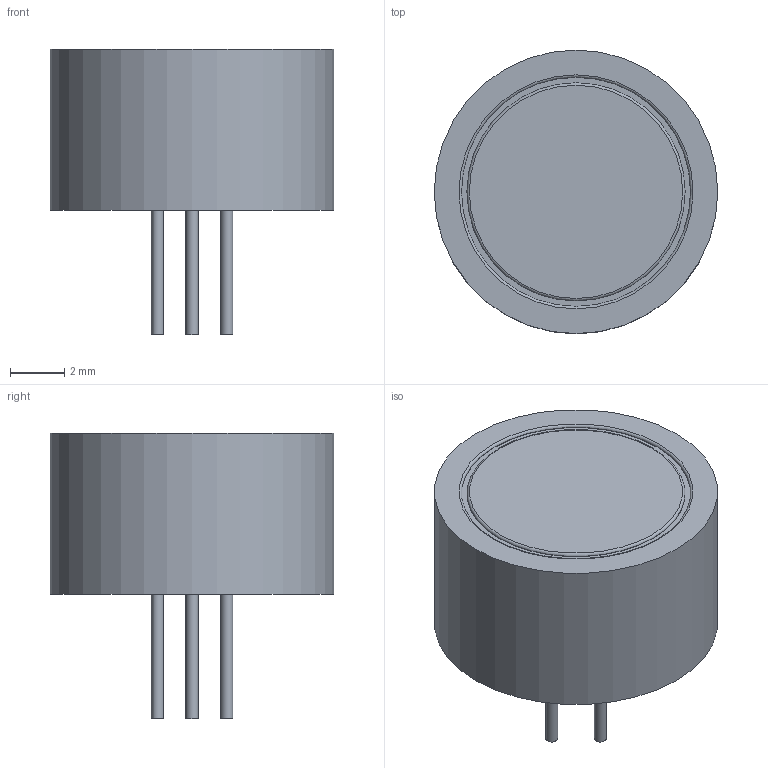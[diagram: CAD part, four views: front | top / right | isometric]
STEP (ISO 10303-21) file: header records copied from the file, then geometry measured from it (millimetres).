
FILE_DESCRIPTION(('FreeCAD Model'),'2;1');
FILE_NAME('Analog_TO-46-4_ThermalShield.step', '2020-09-23T01:06:52',('kicad StepUp'),('ksu MCAD'), 'Open CASCADE STEP processor 7.4','FreeCAD','Unknown');
FILE_SCHEMA(('AUTOMOTIVE_DESIGN { 1 0 10303 214 1 1 1 1 }'));
Length unit declared in the file: millimetre
Products named in the file (1): Analog_TO-46-4_ThermalShield
Bounding box: 10.41 x 10.41 x 10.48 mm (x, y, z)
Volume: 505.2 mm3; surface area: 392.3 mm2
Topology: 1 solids, 1 shells, 17 faces, 25 edges, 16 vertices
Faces by surface type: plane 8, cylinder 7, torus 2
Full cylindrical faces by diameter (mm): 0.445 x4, 8.014 x1, 8.414 x1, 10.414 x1
Entity records: 513 total; most frequent: DIRECTION 79, CARTESIAN_POINT 59, ORIENTED_EDGE 50, AXIS2_PLACEMENT_3D 36, EDGE_CURVE 25, FACE_BOUND 23, EDGE_LOOP 23, CIRCLE 18
